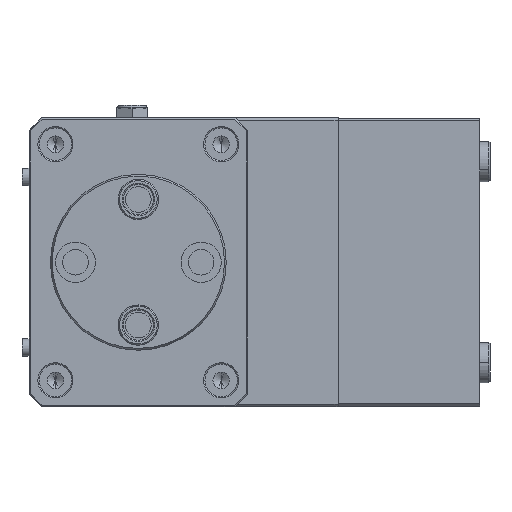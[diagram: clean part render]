
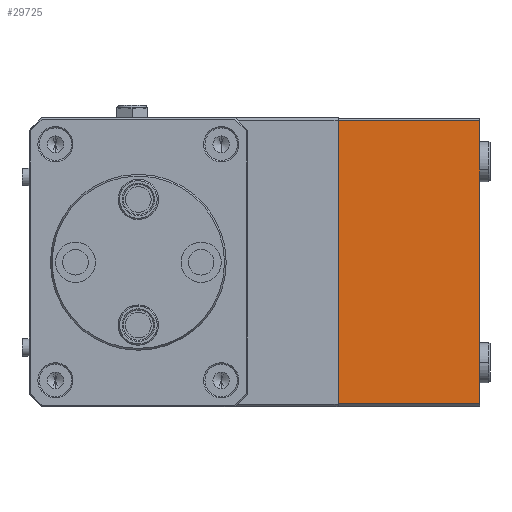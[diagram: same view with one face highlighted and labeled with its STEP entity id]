
A CAD part, left-side view. The second image highlights one B-rep face of the part: STEP entity #29725.
In plain terms, the highlighted planar face has unit normal (-1, 0, 0).
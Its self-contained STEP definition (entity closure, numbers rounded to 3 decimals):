
#1133 = FACE_OUTER_BOUND ( 'NONE', #8991, .T. ) ;
#1448 = LINE ( 'NONE', #35840, #3997 ) ;
#2505 = DIRECTION ( 'NONE',  ( 1., 0., 0. ) ) ;
#3636 = ORIENTED_EDGE ( 'NONE', *, *, #24646, .T. ) ;
#3997 = VECTOR ( 'NONE', #19261, 1000. ) ;
#5141 = AXIS2_PLACEMENT_3D ( 'NONE', #46791, #2505, #26409 ) ;
#7418 = LINE ( 'NONE', #16078, #36983 ) ;
#8131 = EDGE_CURVE ( 'NONE', #26564, #43191, #32532, .T. ) ;
#8755 = ORIENTED_EDGE ( 'NONE', *, *, #8131, .T. ) ;
#8991 = EDGE_LOOP ( 'NONE', ( #8755, #48524, #50063, #3636 ) ) ;
#14192 = EDGE_CURVE ( 'NONE', #43191, #50392, #7418, .T. ) ;
#15486 = VERTEX_POINT ( 'NONE', #44188 ) ;
#16078 = CARTESIAN_POINT ( 'NONE',  ( -93., 56.3, -56. ) ) ;
#16420 = DIRECTION ( 'NONE',  ( 0., 0., -1. ) ) ;
#17440 = VECTOR ( 'NONE', #28177, 1000. ) ;
#17819 = CARTESIAN_POINT ( 'NONE',  ( -93., 56.3, 0. ) ) ;
#19112 = CARTESIAN_POINT ( 'NONE',  ( -93., 56.3, -56.5 ) ) ;
#19136 = EDGE_CURVE ( 'NONE', #15486, #50392, #40310, .T. ) ;
#19261 = DIRECTION ( 'NONE',  ( 0., 0., 1. ) ) ;
#21126 = CARTESIAN_POINT ( 'NONE',  ( -93., -56.3, -56.5 ) ) ;
#24646 = EDGE_CURVE ( 'NONE', #15486, #26564, #1448, .T. ) ;
#26409 = DIRECTION ( 'NONE',  ( 0., 1., 0. ) ) ;
#26564 = VERTEX_POINT ( 'NONE', #43387 ) ;
#28177 = DIRECTION ( 'NONE',  ( 0., 1., 0. ) ) ;
#29725 = ADVANCED_FACE ( 'NONE', ( #1133 ), #30271, .F. ) ;
#30271 = PLANE ( 'NONE',  #5141 ) ;
#32532 = LINE ( 'NONE', #36775, #17440 ) ;
#35840 = CARTESIAN_POINT ( 'NONE',  ( -93., -56.3, -56. ) ) ;
#36775 = CARTESIAN_POINT ( 'NONE',  ( -93., 57.3, 0. ) ) ;
#36983 = VECTOR ( 'NONE', #16420, 1000. ) ;
#40310 = LINE ( 'NONE', #21126, #42846 ) ;
#42846 = VECTOR ( 'NONE', #49287, 1000. ) ;
#43191 = VERTEX_POINT ( 'NONE', #17819 ) ;
#43387 = CARTESIAN_POINT ( 'NONE',  ( -93., -56.3, 0. ) ) ;
#44188 = CARTESIAN_POINT ( 'NONE',  ( -93., -56.3, -56.5 ) ) ;
#46791 = CARTESIAN_POINT ( 'NONE',  ( -93., 57.3, -56. ) ) ;
#48524 = ORIENTED_EDGE ( 'NONE', *, *, #14192, .T. ) ;
#49287 = DIRECTION ( 'NONE',  ( 0., 1., 0. ) ) ;
#50063 = ORIENTED_EDGE ( 'NONE', *, *, #19136, .F. ) ;
#50392 = VERTEX_POINT ( 'NONE', #19112 ) ;
